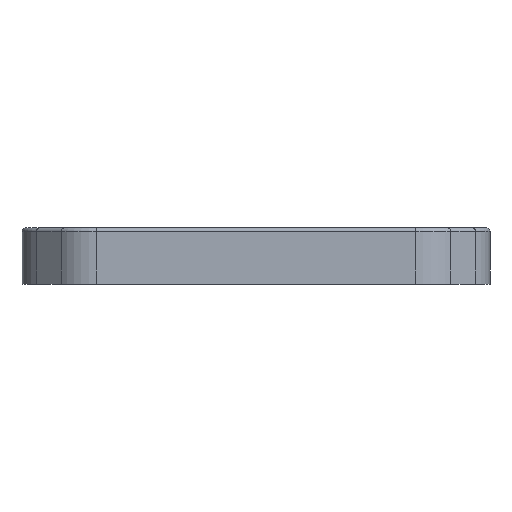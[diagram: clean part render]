
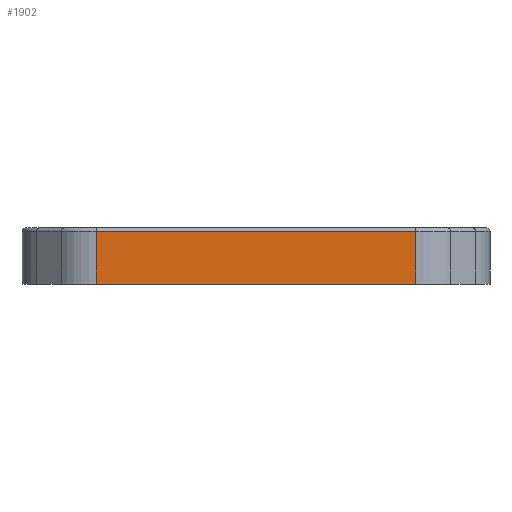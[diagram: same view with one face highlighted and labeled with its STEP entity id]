
A CAD part, left-side view. The second image highlights one B-rep face of the part: STEP entity #1902.
In plain terms, the highlighted planar face has unit normal (-1, 0, 0).
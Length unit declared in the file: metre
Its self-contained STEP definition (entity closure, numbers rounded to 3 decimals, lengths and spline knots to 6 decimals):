
#404=ORIENTED_EDGE('',*,*,#895,.T.);
#405=ORIENTED_EDGE('',*,*,#790,.F.);
#406=ORIENTED_EDGE('',*,*,#893,.F.);
#407=ORIENTED_EDGE('',*,*,#896,.F.);
#790=EDGE_CURVE('',#1066,#1067,#1223,.T.);
#893=EDGE_CURVE('',#1140,#1066,#1300,.T.);
#895=EDGE_CURVE('',#1141,#1067,#1301,.T.);
#896=EDGE_CURVE('',#1141,#1140,#1302,.F.);
#1066=VERTEX_POINT('',#2936);
#1067=VERTEX_POINT('',#2938);
#1140=VERTEX_POINT('',#3144);
#1141=VERTEX_POINT('',#3148);
#1223=LINE('',#2937,#1391);
#1300=LINE('',#3143,#1468);
#1301=LINE('',#3147,#1469);
#1302=LINE('',#3149,#1470);
#1391=VECTOR('',#2294,1.);
#1468=VECTOR('',#2483,1.);
#1469=VECTOR('',#2488,1.);
#1470=VECTOR('',#2489,1.);
#1588=EDGE_LOOP('',(#404,#405,#406,#407));
#1734=FACE_BOUND('',#1588,.T.);
#1842=PLANE('',#2075);
#1902=ADVANCED_FACE('',(#1734),#1842,.F.);
#2075=AXIS2_PLACEMENT_3D('',#3146,#2486,#2487);
#2294=DIRECTION('',(0.,1.,0.));
#2483=DIRECTION('',(0.,0.,-1.));
#2486=DIRECTION('',(1.,0.,0.));
#2487=DIRECTION('',(0.,0.,1.));
#2488=DIRECTION('',(0.,0.,-1.));
#2489=DIRECTION('',(0.,1.,0.));
#2936=CARTESIAN_POINT('',(-0.074856,-0.017013,-0.003));
#2937=CARTESIAN_POINT('',(-0.074856,0.000001,-0.003));
#2938=CARTESIAN_POINT('',(-0.074856,0.017015,-0.003));
#3143=CARTESIAN_POINT('',(-0.074856,-0.017013,0.003));
#3144=CARTESIAN_POINT('',(-0.074856,-0.017013,0.0026));
#3146=CARTESIAN_POINT('',(-0.074856,0.000001,0.003));
#3147=CARTESIAN_POINT('',(-0.074856,0.017015,0.003));
#3148=CARTESIAN_POINT('',(-0.074856,0.017015,0.0026));
#3149=CARTESIAN_POINT('',(-0.074856,-0.017013,0.0026));
